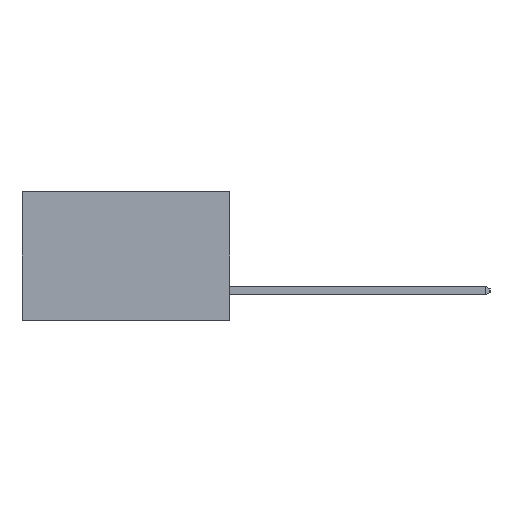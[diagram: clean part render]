
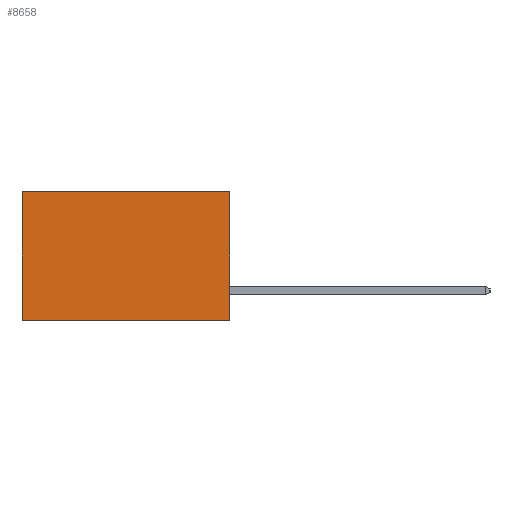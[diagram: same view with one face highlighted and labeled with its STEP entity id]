
A CAD part, left-side view. The second image highlights one B-rep face of the part: STEP entity #8658.
In plain terms, the highlighted planar face has unit normal (-1, 0, 0).
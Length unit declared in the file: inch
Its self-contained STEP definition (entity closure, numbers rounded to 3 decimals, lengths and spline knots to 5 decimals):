
#785 = VECTOR ( 'NONE', #7647, 39.37008 ) ;
#939 = VERTEX_POINT ( 'NONE', #9518 ) ;
#1340 = EDGE_CURVE ( 'NONE', #11801, #3659, #5458, .T. ) ;
#1879 = CARTESIAN_POINT ( 'NONE',  ( 0.298, 0.6, 0. ) ) ;
#2214 = CARTESIAN_POINT ( 'NONE',  ( 0.298, 0., -0.37 ) ) ;
#2277 = VECTOR ( 'NONE', #7336, 39.37008 ) ;
#2593 = ORIENTED_EDGE ( 'NONE', *, *, #1340, .F. ) ;
#2678 = CARTESIAN_POINT ( 'NONE',  ( 0.298, 0., 0. ) ) ;
#2683 = EDGE_CURVE ( 'NONE', #939, #11361, #11633, .T. ) ;
#3106 = DIRECTION ( 'NONE',  ( 0., 0., -1. ) ) ;
#3230 = ORIENTED_EDGE ( 'NONE', *, *, #2683, .T. ) ;
#3236 = CARTESIAN_POINT ( 'NONE',  ( 0.298, 0.6, -0.37 ) ) ;
#3659 = VERTEX_POINT ( 'NONE', #3236 ) ;
#3763 = FACE_OUTER_BOUND ( 'NONE', #14014, .T. ) ;
#3944 = LINE ( 'NONE', #9935, #7553 ) ;
#4714 = ORIENTED_EDGE ( 'NONE', *, *, #8555, .F. ) ;
#5047 = EDGE_CURVE ( 'NONE', #11361, #3659, #3944, .T. ) ;
#5268 = LINE ( 'NONE', #11076, #12559 ) ;
#5458 = LINE ( 'NONE', #2214, #2277 ) ;
#5506 = CARTESIAN_POINT ( 'NONE',  ( 0.298, 0., 0. ) ) ;
#7336 = DIRECTION ( 'NONE',  ( 0., 1., 0. ) ) ;
#7553 = VECTOR ( 'NONE', #14549, 39.37008 ) ;
#7647 = DIRECTION ( 'NONE',  ( 0., 1., 0. ) ) ;
#8356 = DIRECTION ( 'NONE',  ( 1., 0., 0. ) ) ;
#8555 = EDGE_CURVE ( 'NONE', #939, #11801, #5268, .T. ) ;
#8658 = ADVANCED_FACE ( 'NONE', ( #3763 ), #15230, .F. ) ;
#9518 = CARTESIAN_POINT ( 'NONE',  ( 0.298, 0., 0. ) ) ;
#9935 = CARTESIAN_POINT ( 'NONE',  ( 0.298, 0.6, 0. ) ) ;
#11076 = CARTESIAN_POINT ( 'NONE',  ( 0.298, 0., 0. ) ) ;
#11337 = ORIENTED_EDGE ( 'NONE', *, *, #5047, .T. ) ;
#11361 = VERTEX_POINT ( 'NONE', #1879 ) ;
#11633 = LINE ( 'NONE', #5506, #785 ) ;
#11801 = VERTEX_POINT ( 'NONE', #15001 ) ;
#12559 = VECTOR ( 'NONE', #13408, 39.37008 ) ;
#13408 = DIRECTION ( 'NONE',  ( 0., 0., -1. ) ) ;
#14014 = EDGE_LOOP ( 'NONE', ( #11337, #2593, #4714, #3230 ) ) ;
#14549 = DIRECTION ( 'NONE',  ( 0., 0., -1. ) ) ;
#15001 = CARTESIAN_POINT ( 'NONE',  ( 0.298, 0., -0.37 ) ) ;
#15230 = PLANE ( 'NONE',  #17199 ) ;
#17199 = AXIS2_PLACEMENT_3D ( 'NONE', #2678, #8356, #3106 ) ;
